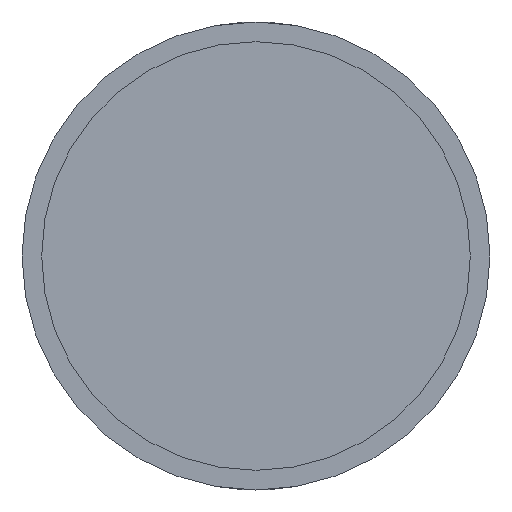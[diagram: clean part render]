
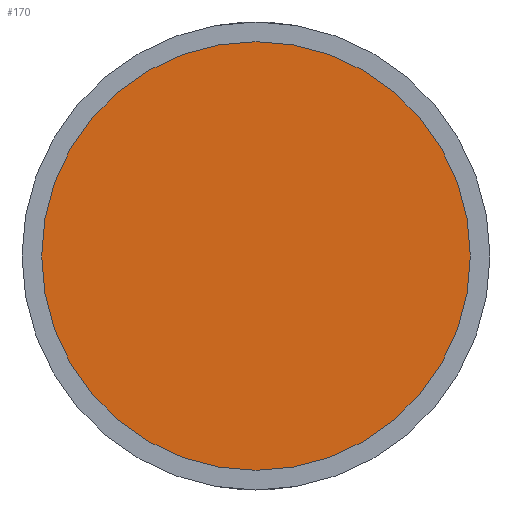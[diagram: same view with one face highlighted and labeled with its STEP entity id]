
A CAD part, front view. The second image highlights one B-rep face of the part: STEP entity #170.
In plain terms, the highlighted planar face has unit normal (0, -1, 0).
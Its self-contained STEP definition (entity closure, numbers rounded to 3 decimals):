
#38 = AXIS2_PLACEMENT_3D ( 'NONE', #84, #73, #667 ) ;
#41 = CARTESIAN_POINT ( 'NONE',  ( 0., 4., 0. ) ) ;
#73 = DIRECTION ( 'NONE',  ( 0., 1., 0. ) ) ;
#83 = ORIENTED_EDGE ( 'NONE', *, *, #496, .F. ) ;
#84 = CARTESIAN_POINT ( 'NONE',  ( 0., 4., 0. ) ) ;
#102 = DIRECTION ( 'NONE',  ( 0., 0., -1. ) ) ;
#170 = ADVANCED_FACE ( 'NONE', ( #398 ), #220, .T. ) ;
#196 = CIRCLE ( 'NONE', #38, 20.15 ) ;
#220 = PLANE ( 'NONE',  #451 ) ;
#267 = DIRECTION ( 'NONE',  ( 0., 1., 0. ) ) ;
#282 = VERTEX_POINT ( 'NONE', #660 ) ;
#283 = EDGE_CURVE ( 'NONE', #524, #282, #196, .T. ) ;
#292 = DIRECTION ( 'NONE',  ( 0., -1., 0. ) ) ;
#363 = CIRCLE ( 'NONE', #554, 20.15 ) ;
#398 = FACE_OUTER_BOUND ( 'NONE', #592, .T. ) ;
#404 = CARTESIAN_POINT ( 'NONE',  ( 0., 4., 20.15 ) ) ;
#451 = AXIS2_PLACEMENT_3D ( 'NONE', #642, #292, #102 ) ;
#496 = EDGE_CURVE ( 'NONE', #282, #524, #363, .T. ) ;
#524 = VERTEX_POINT ( 'NONE', #404 ) ;
#554 = AXIS2_PLACEMENT_3D ( 'NONE', #41, #267, #681 ) ;
#592 = EDGE_LOOP ( 'NONE', ( #83, #774 ) ) ;
#642 = CARTESIAN_POINT ( 'NONE',  ( 0., 4., 0. ) ) ;
#660 = CARTESIAN_POINT ( 'NONE',  ( 0., 4., -20.15 ) ) ;
#667 = DIRECTION ( 'NONE',  ( 0., 0., -1. ) ) ;
#681 = DIRECTION ( 'NONE',  ( 0., 0., -1. ) ) ;
#774 = ORIENTED_EDGE ( 'NONE', *, *, #283, .F. ) ;
